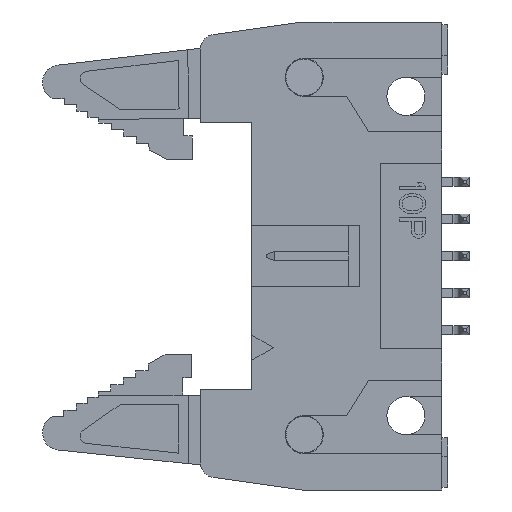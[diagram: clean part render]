
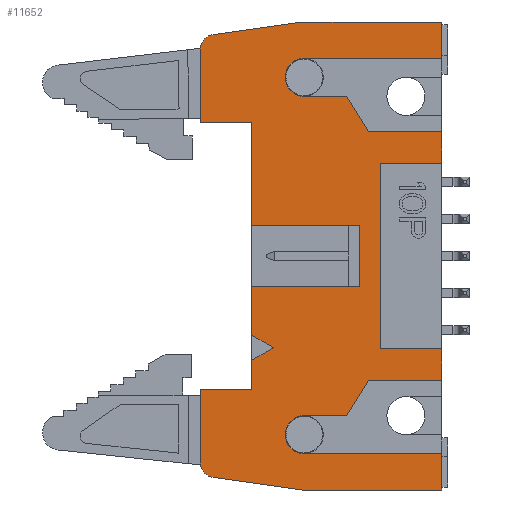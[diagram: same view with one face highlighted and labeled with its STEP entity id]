
A CAD part, front view. The second image highlights one B-rep face of the part: STEP entity #11652.
In plain terms, the highlighted planar face has unit normal (0, -1, 0).
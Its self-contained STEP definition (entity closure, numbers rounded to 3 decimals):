
#14=DIRECTION('',(0.866,0.,0.5));
#15=VECTOR('',#14,1.732);
#16=CARTESIAN_POINT('',(-13.,0.,-7.136));
#17=LINE('',#16,#15);
#22=DIRECTION('',(-0.866,0.,0.5));
#23=VECTOR('',#22,1.732);
#24=CARTESIAN_POINT('',(-11.5,0.,-6.27));
#25=LINE('',#24,#23);
#29=DIRECTION('',(0.,0.,1.));
#30=VECTOR('',#29,3.304);
#31=CARTESIAN_POINT('',(-13.,0.,-5.404));
#32=LINE('',#31,#30);
#36=DIRECTION('',(1.,0.,0.));
#37=VECTOR('',#36,7.4);
#38=CARTESIAN_POINT('',(-13.,0.,-2.1));
#39=LINE('',#38,#37);
#43=DIRECTION('',(0.,0.,1.));
#44=VECTOR('',#43,4.2);
#45=CARTESIAN_POINT('',(-5.6,0.,-2.1));
#46=LINE('',#45,#44);
#50=DIRECTION('',(-1.,0.,0.));
#51=VECTOR('',#50,7.4);
#52=CARTESIAN_POINT('',(-5.6,0.,2.1));
#53=LINE('',#52,#51);
#57=DIRECTION('',(0.,0.,1.));
#58=VECTOR('',#57,7.);
#59=CARTESIAN_POINT('',(-13.,0.,2.1));
#60=LINE('',#59,#58);
#64=DIRECTION('',(-1.,0.,0.));
#65=VECTOR('',#64,3.5);
#66=CARTESIAN_POINT('',(-13.,0.,9.1));
#67=LINE('',#66,#65);
#71=DIRECTION('',(0.,0.,1.));
#72=VECTOR('',#71,5.047);
#73=CARTESIAN_POINT('',(-16.5,0.,9.1));
#74=LINE('',#73,#72);
#78=CARTESIAN_POINT('',(-15.5,0.,14.147));
#79=DIRECTION('',(0.,1.,0.));
#80=DIRECTION('',(-1.,0.,0.));
#81=AXIS2_PLACEMENT_3D('',#78,#79,#80);
#86=DIRECTION('',(0.99,0.,0.139));
#87=VECTOR('',#86,6.2);
#88=CARTESIAN_POINT('',(-15.639,0.,15.137));
#89=LINE('',#88,#87);
#93=DIRECTION('',(1.,0.,0.));
#94=VECTOR('',#93,9.5);
#95=CARTESIAN_POINT('',(-9.5,0.,16.));
#96=LINE('',#95,#94);
#100=DIRECTION('',(0.,0.,-1.));
#101=VECTOR('',#100,2.49);
#102=CARTESIAN_POINT('',(0.,0.,16.));
#103=LINE('',#102,#101);
#107=DIRECTION('',(-1.,0.,0.));
#108=VECTOR('',#107,9.4);
#109=CARTESIAN_POINT('',(0.,0.,13.51));
#110=LINE('',#109,#108);
#114=CARTESIAN_POINT('',(-9.4,0.,12.21));
#115=DIRECTION('',(0.,1.,0.));
#116=DIRECTION('',(0.,0.,-1.));
#117=AXIS2_PLACEMENT_3D('',#114,#115,#116);
#122=DIRECTION('',(-1.,0.,0.));
#123=VECTOR('',#122,2.9);
#124=CARTESIAN_POINT('',(-6.5,0.,10.91));
#125=LINE('',#124,#123);
#129=DIRECTION('',(0.527,0.,-0.85));
#130=VECTOR('',#129,2.847);
#131=CARTESIAN_POINT('',(-6.5,0.,10.91));
#132=LINE('',#131,#130);
#136=DIRECTION('',(-1.,0.,0.));
#137=VECTOR('',#136,5.);
#138=CARTESIAN_POINT('',(0.,0.,8.49));
#139=LINE('',#138,#137);
#143=DIRECTION('',(0.,0.,-1.));
#144=VECTOR('',#143,2.14);
#145=CARTESIAN_POINT('',(0.,0.,8.49));
#146=LINE('',#145,#144);
#150=DIRECTION('',(-1.,0.,0.));
#151=VECTOR('',#150,4.2);
#152=CARTESIAN_POINT('',(0.,0.,6.35));
#153=LINE('',#152,#151);
#157=DIRECTION('',(0.,0.,-1.));
#158=VECTOR('',#157,12.7);
#159=CARTESIAN_POINT('',(-4.2,0.,6.35));
#160=LINE('',#159,#158);
#164=DIRECTION('',(-1.,0.,0.));
#165=VECTOR('',#164,4.2);
#166=CARTESIAN_POINT('',(0.,0.,-6.35));
#167=LINE('',#166,#165);
#171=DIRECTION('',(0.,0.,-1.));
#172=VECTOR('',#171,2.14);
#173=CARTESIAN_POINT('',(0.,0.,-6.35));
#174=LINE('',#173,#172);
#178=DIRECTION('',(-1.,0.,0.));
#179=VECTOR('',#178,5.);
#180=CARTESIAN_POINT('',(0.,0.,-8.49));
#181=LINE('',#180,#179);
#185=DIRECTION('',(-0.527,0.,-0.85));
#186=VECTOR('',#185,2.847);
#187=CARTESIAN_POINT('',(-5.,0.,-8.49));
#188=LINE('',#187,#186);
#192=DIRECTION('',(-1.,0.,0.));
#193=VECTOR('',#192,2.9);
#194=CARTESIAN_POINT('',(-6.5,0.,-10.91));
#195=LINE('',#194,#193);
#199=CARTESIAN_POINT('',(-9.4,0.,-12.21));
#200=DIRECTION('',(0.,1.,0.));
#201=DIRECTION('',(0.,0.,-1.));
#202=AXIS2_PLACEMENT_3D('',#199,#200,#201);
#207=DIRECTION('',(-1.,0.,0.));
#208=VECTOR('',#207,9.4);
#209=CARTESIAN_POINT('',(0.,0.,-13.51));
#210=LINE('',#209,#208);
#214=DIRECTION('',(0.,0.,-1.));
#215=VECTOR('',#214,2.49);
#216=CARTESIAN_POINT('',(0.,0.,-13.51));
#217=LINE('',#216,#215);
#221=DIRECTION('',(-1.,0.,0.));
#222=VECTOR('',#221,9.5);
#223=CARTESIAN_POINT('',(0.,0.,-16.));
#224=LINE('',#223,#222);
#228=DIRECTION('',(-0.99,0.,0.139));
#229=VECTOR('',#228,6.2);
#230=CARTESIAN_POINT('',(-9.5,0.,-16.));
#231=LINE('',#230,#229);
#235=CARTESIAN_POINT('',(-15.5,0.,-14.147));
#236=DIRECTION('',(0.,1.,0.));
#237=DIRECTION('',(-0.139,0.,-0.99));
#238=AXIS2_PLACEMENT_3D('',#235,#236,#237);
#243=DIRECTION('',(0.,0.,1.));
#244=VECTOR('',#243,5.047);
#245=CARTESIAN_POINT('',(-16.5,0.,-14.147));
#246=LINE('',#245,#244);
#250=DIRECTION('',(1.,0.,0.));
#251=VECTOR('',#250,3.5);
#252=CARTESIAN_POINT('',(-16.5,0.,-9.1));
#253=LINE('',#252,#251);
#257=DIRECTION('',(0.,0.,1.));
#258=VECTOR('',#257,1.964);
#259=CARTESIAN_POINT('',(-13.,0.,-9.1));
#260=LINE('',#259,#258);
#9795=CARTESIAN_POINT('',(-16.5,0.,-9.1));
#9796=CARTESIAN_POINT('',(-13.,0.,-9.1));
#9797=VERTEX_POINT('',#9795);
#9798=VERTEX_POINT('',#9796);
#9799=CARTESIAN_POINT('',(-13.,0.,9.1));
#9800=CARTESIAN_POINT('',(-16.5,0.,9.1));
#9801=VERTEX_POINT('',#9799);
#9802=VERTEX_POINT('',#9800);
#9803=CARTESIAN_POINT('',(-16.5,0.,14.147));
#9804=VERTEX_POINT('',#9803);
#9805=CARTESIAN_POINT('',(-15.639,0.,15.137));
#9806=VERTEX_POINT('',#9805);
#9807=CARTESIAN_POINT('',(-9.5,0.,16.));
#9808=VERTEX_POINT('',#9807);
#9809=CARTESIAN_POINT('',(0.,0.,16.));
#9810=VERTEX_POINT('',#9809);
#9811=CARTESIAN_POINT('',(0.,0.,-16.));
#9812=CARTESIAN_POINT('',(-9.5,0.,-16.));
#9813=VERTEX_POINT('',#9811);
#9814=VERTEX_POINT('',#9812);
#9815=CARTESIAN_POINT('',(-15.639,0.,-15.137));
#9816=VERTEX_POINT('',#9815);
#9817=CARTESIAN_POINT('',(-16.5,0.,-14.147));
#9818=VERTEX_POINT('',#9817);
#9883=CARTESIAN_POINT('',(-9.4,0.,-13.51));
#9884=CARTESIAN_POINT('',(-9.4,0.,-10.91));
#9885=VERTEX_POINT('',#9883);
#9886=VERTEX_POINT('',#9884);
#9887=CARTESIAN_POINT('',(0.,0.,-13.51));
#9888=VERTEX_POINT('',#9887);
#9889=CARTESIAN_POINT('',(0.,0.,13.51));
#9890=CARTESIAN_POINT('',(-9.4,0.,13.51));
#9891=VERTEX_POINT('',#9889);
#9892=VERTEX_POINT('',#9890);
#9893=CARTESIAN_POINT('',(-9.4,0.,10.91));
#9894=VERTEX_POINT('',#9893);
#9975=CARTESIAN_POINT('',(-6.5,0.,10.91));
#9976=CARTESIAN_POINT('',(-5.,0.,8.49));
#9977=VERTEX_POINT('',#9975);
#9978=VERTEX_POINT('',#9976);
#9979=CARTESIAN_POINT('',(0.,0.,8.49));
#9980=VERTEX_POINT('',#9979);
#9981=CARTESIAN_POINT('',(0.,0.,-8.49));
#9982=CARTESIAN_POINT('',(-5.,0.,-8.49));
#9983=VERTEX_POINT('',#9981);
#9984=VERTEX_POINT('',#9982);
#9985=CARTESIAN_POINT('',(-6.5,0.,-10.91));
#9986=VERTEX_POINT('',#9985);
#10175=CARTESIAN_POINT('',(0.,0.,-6.35));
#10176=CARTESIAN_POINT('',(-4.2,0.,-6.35));
#10177=VERTEX_POINT('',#10175);
#10178=VERTEX_POINT('',#10176);
#10179=CARTESIAN_POINT('',(0.,0.,6.35));
#10180=CARTESIAN_POINT('',(-4.2,0.,6.35));
#10181=VERTEX_POINT('',#10179);
#10182=VERTEX_POINT('',#10180);
#10495=CARTESIAN_POINT('',(-13.,0.,-2.1));
#10496=CARTESIAN_POINT('',(-5.6,0.,-2.1));
#10497=VERTEX_POINT('',#10495);
#10498=VERTEX_POINT('',#10496);
#10499=CARTESIAN_POINT('',(-5.6,0.,2.1));
#10500=VERTEX_POINT('',#10499);
#10501=CARTESIAN_POINT('',(-13.,0.,2.1));
#10502=VERTEX_POINT('',#10501);
#10537=CARTESIAN_POINT('',(-13.,0.,-7.136));
#10538=CARTESIAN_POINT('',(-11.5,0.,-6.27));
#10539=VERTEX_POINT('',#10537);
#10540=VERTEX_POINT('',#10538);
#10541=CARTESIAN_POINT('',(-13.,0.,-5.404));
#10542=VERTEX_POINT('',#10541);
#11575=CARTESIAN_POINT('',(0.,0.,0.));
#11576=DIRECTION('',(0.,1.,0.));
#11577=DIRECTION('',(0.,0.,-1.));
#11578=AXIS2_PLACEMENT_3D('',#11575,#11576,#11577);
#11579=PLANE('',#11578);
#11581=ORIENTED_EDGE('',*,*,#11580,.T.);
#11583=ORIENTED_EDGE('',*,*,#11582,.T.);
#11585=ORIENTED_EDGE('',*,*,#11584,.T.);
#11587=ORIENTED_EDGE('',*,*,#11586,.T.);
#11589=ORIENTED_EDGE('',*,*,#11588,.T.);
#11591=ORIENTED_EDGE('',*,*,#11590,.T.);
#11593=ORIENTED_EDGE('',*,*,#11592,.T.);
#11595=ORIENTED_EDGE('',*,*,#11594,.T.);
#11597=ORIENTED_EDGE('',*,*,#11596,.T.);
#11599=ORIENTED_EDGE('',*,*,#11598,.T.);
#11601=ORIENTED_EDGE('',*,*,#11600,.T.);
#11603=ORIENTED_EDGE('',*,*,#11602,.T.);
#11605=ORIENTED_EDGE('',*,*,#11604,.T.);
#11607=ORIENTED_EDGE('',*,*,#11606,.T.);
#11609=ORIENTED_EDGE('',*,*,#11608,.F.);
#11611=ORIENTED_EDGE('',*,*,#11610,.F.);
#11613=ORIENTED_EDGE('',*,*,#11612,.T.);
#11615=ORIENTED_EDGE('',*,*,#11614,.F.);
#11617=ORIENTED_EDGE('',*,*,#11616,.T.);
#11619=ORIENTED_EDGE('',*,*,#11618,.T.);
#11621=ORIENTED_EDGE('',*,*,#11620,.T.);
#11623=ORIENTED_EDGE('',*,*,#11622,.F.);
#11625=ORIENTED_EDGE('',*,*,#11624,.T.);
#11627=ORIENTED_EDGE('',*,*,#11626,.T.);
#11629=ORIENTED_EDGE('',*,*,#11628,.T.);
#11631=ORIENTED_EDGE('',*,*,#11630,.T.);
#11633=ORIENTED_EDGE('',*,*,#11632,.F.);
#11635=ORIENTED_EDGE('',*,*,#11634,.F.);
#11637=ORIENTED_EDGE('',*,*,#11636,.T.);
#11639=ORIENTED_EDGE('',*,*,#11638,.T.);
#11641=ORIENTED_EDGE('',*,*,#11640,.T.);
#11643=ORIENTED_EDGE('',*,*,#11642,.T.);
#11645=ORIENTED_EDGE('',*,*,#11644,.T.);
#11647=ORIENTED_EDGE('',*,*,#11646,.T.);
#11649=ORIENTED_EDGE('',*,*,#11648,.T.);
#11650=EDGE_LOOP('',(#11581,#11583,#11585,#11587,#11589,#11591,#11593,#11595,
#11597,#11599,#11601,#11603,#11605,#11607,#11609,#11611,#11613,#11615,#11617,
#11619,#11621,#11623,#11625,#11627,#11629,#11631,#11633,#11635,#11637,#11639,
#11641,#11643,#11645,#11647,#11649));
#11651=FACE_OUTER_BOUND('',#11650,.F.);
#11652=ADVANCED_FACE('',(#11651),#11579,.F.);
#82=CIRCLE('',#81,1.);
#118=CIRCLE('',#117,1.3);
#203=CIRCLE('',#202,1.3);
#239=CIRCLE('',#238,1.);
#11580=EDGE_CURVE('',#10539,#10540,#17,.T.);
#11582=EDGE_CURVE('',#10540,#10542,#25,.T.);
#11584=EDGE_CURVE('',#10542,#10497,#32,.T.);
#11586=EDGE_CURVE('',#10497,#10498,#39,.T.);
#11588=EDGE_CURVE('',#10498,#10500,#46,.T.);
#11590=EDGE_CURVE('',#10500,#10502,#53,.T.);
#11592=EDGE_CURVE('',#10502,#9801,#60,.T.);
#11594=EDGE_CURVE('',#9801,#9802,#67,.T.);
#11596=EDGE_CURVE('',#9802,#9804,#74,.T.);
#11598=EDGE_CURVE('',#9804,#9806,#82,.T.);
#11600=EDGE_CURVE('',#9806,#9808,#89,.T.);
#11602=EDGE_CURVE('',#9808,#9810,#96,.T.);
#11604=EDGE_CURVE('',#9810,#9891,#103,.T.);
#11606=EDGE_CURVE('',#9891,#9892,#110,.T.);
#11608=EDGE_CURVE('',#9894,#9892,#118,.T.);
#11610=EDGE_CURVE('',#9977,#9894,#125,.T.);
#11612=EDGE_CURVE('',#9977,#9978,#132,.T.);
#11614=EDGE_CURVE('',#9980,#9978,#139,.T.);
#11616=EDGE_CURVE('',#9980,#10181,#146,.T.);
#11618=EDGE_CURVE('',#10181,#10182,#153,.T.);
#11620=EDGE_CURVE('',#10182,#10178,#160,.T.);
#11622=EDGE_CURVE('',#10177,#10178,#167,.T.);
#11624=EDGE_CURVE('',#10177,#9983,#174,.T.);
#11626=EDGE_CURVE('',#9983,#9984,#181,.T.);
#11628=EDGE_CURVE('',#9984,#9986,#188,.T.);
#11630=EDGE_CURVE('',#9986,#9886,#195,.T.);
#11632=EDGE_CURVE('',#9885,#9886,#203,.T.);
#11634=EDGE_CURVE('',#9888,#9885,#210,.T.);
#11636=EDGE_CURVE('',#9888,#9813,#217,.T.);
#11638=EDGE_CURVE('',#9813,#9814,#224,.T.);
#11640=EDGE_CURVE('',#9814,#9816,#231,.T.);
#11642=EDGE_CURVE('',#9816,#9818,#239,.T.);
#11644=EDGE_CURVE('',#9818,#9797,#246,.T.);
#11646=EDGE_CURVE('',#9797,#9798,#253,.T.);
#11648=EDGE_CURVE('',#9798,#10539,#260,.T.);
